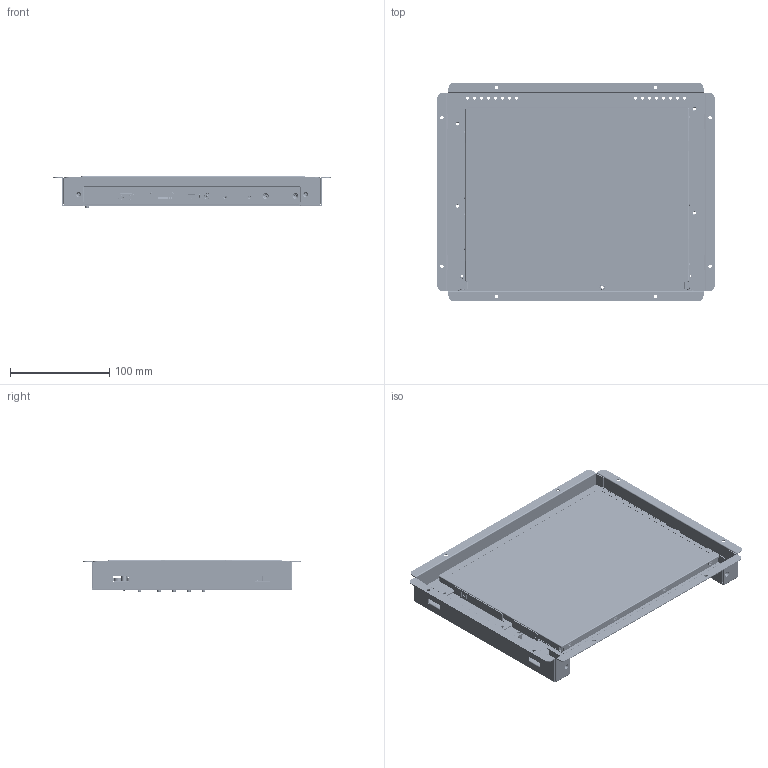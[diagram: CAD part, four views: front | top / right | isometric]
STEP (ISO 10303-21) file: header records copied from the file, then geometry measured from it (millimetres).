
FILE_DESCRIPTION (( 'STEP AP214' ), '1' );
FILE_NAME ('IDS-3110N-50XGA1E.STEP', '2024-01-23T02:06:42', ( '' ), ( '' ), 'SwSTEP 2.0', 'SolidWorks 2022', '' );
FILE_SCHEMA (( 'AUTOMOTIVE_DESIGN' ));
Length unit declared in the file: millimetre
Products named in the file (1): IDS-3110N-50XGA1E
Bounding box: 279.4 x 220 x 32 mm (x, y, z)
Surface area: 618705.3 mm2 (no closed solid volume)
Topology: 0 solids, 686 shells, 10387 faces, 29311 edges, 19739 vertices
Faces by surface type: plane 7486, cylinder 1905, bspline 765, torus 128, cone 100, sphere 3
Entity records: 468521 total; most frequent: CARTESIAN_POINT 90531, ORIENTED_EDGE 52873, DIRECTION 50923, EDGE_CURVE 29304, LINE 22923, VECTOR 22923, VERTEX_POINT 19737, AXIS2_PLACEMENT_3D 14000
